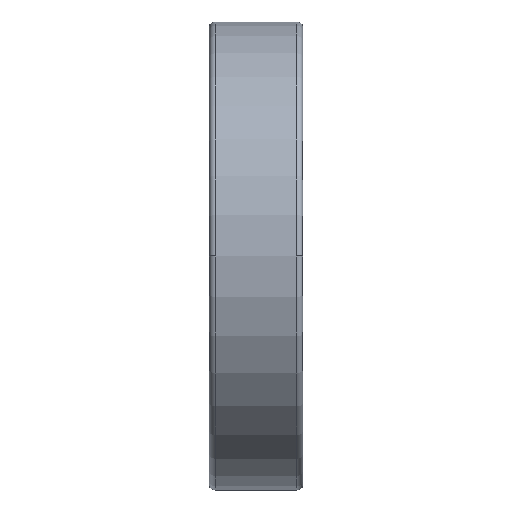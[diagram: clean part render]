
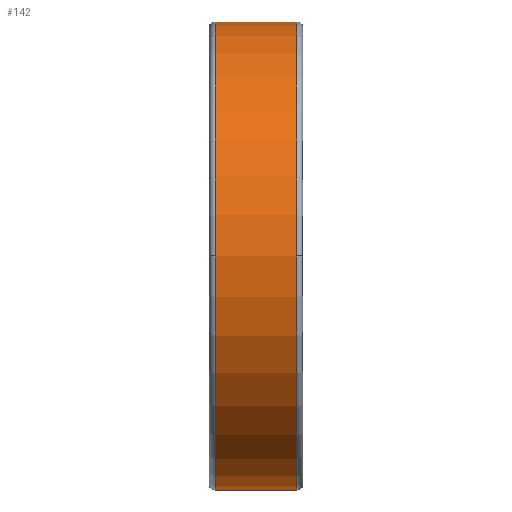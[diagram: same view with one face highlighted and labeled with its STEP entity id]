
A CAD part, front view. The second image highlights one B-rep face of the part: STEP entity #142.
In plain terms, the highlighted cylindrical face has radius 40 mm (diameter 80 mm), a partial arc.
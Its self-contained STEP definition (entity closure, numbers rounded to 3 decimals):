
#142=ADVANCED_FACE('',(#282),#283,.T.);
#282=FACE_OUTER_BOUND('',#428,.T.);
#283=CYLINDRICAL_SURFACE('',#429,40.0);
#428=EDGE_LOOP('',(#716,#717,#718,#719,#720,#721));
#429=AXIS2_PLACEMENT_3D('',#722,#723,#724);
#716=ORIENTED_EDGE('',*,*,#916,.F.);
#717=ORIENTED_EDGE('',*,*,#917,.T.);
#718=ORIENTED_EDGE('',*,*,#918,.T.);
#719=ORIENTED_EDGE('',*,*,#919,.F.);
#720=ORIENTED_EDGE('',*,*,#920,.F.);
#721=ORIENTED_EDGE('',*,*,#911,.F.);
#722=CARTESIAN_POINT('',(8.0,0.0,0.0));
#723=DIRECTION('',(1.0,0.0,-0.0));
#724=DIRECTION('',(0.0,0.,1.0));
#911=EDGE_CURVE('',#1098,#1100,#1101,.T.);
#916=EDGE_CURVE('',#1108,#1098,#1109,.T.);
#917=EDGE_CURVE('',#1108,#1110,#1111,.T.);
#918=EDGE_CURVE('',#1110,#1112,#1113,.T.);
#919=EDGE_CURVE('',#1114,#1112,#1115,.T.);
#920=EDGE_CURVE('',#1100,#1114,#1116,.T.);
#1098=VERTEX_POINT('',#1308);
#1100=VERTEX_POINT('',#1310);
#1101=CIRCLE('',#1311,40.0);
#1108=VERTEX_POINT('',#1318);
#1109=LINE('',#1319,#1320);
#1110=VERTEX_POINT('',#1321);
#1111=CIRCLE('',#1322,40.0);
#1112=VERTEX_POINT('',#1323);
#1113=CIRCLE('',#1324,40.0);
#1114=VERTEX_POINT('',#1325);
#1115=LINE('',#1326,#1327);
#1116=CIRCLE('',#1328,40.0);
#1308=CARTESIAN_POINT('',(15.0,0.,40.0));
#1310=CARTESIAN_POINT('',(15.0,-40.0,0.));
#1311=AXIS2_PLACEMENT_3D('',#1553,#1554,#1555);
#1318=CARTESIAN_POINT('',(1.0,0.,40.0));
#1319=CARTESIAN_POINT('',(8.0,0.,40.0));
#1320=VECTOR('',#1565,1.0);
#1321=CARTESIAN_POINT('',(1.0,-40.0,0.));
#1322=AXIS2_PLACEMENT_3D('',#1566,#1567,#1568);
#1323=CARTESIAN_POINT('',(1.0,0.,-40.0));
#1324=AXIS2_PLACEMENT_3D('',#1569,#1570,#1571);
#1325=CARTESIAN_POINT('',(15.0,0.,-40.0));
#1326=CARTESIAN_POINT('',(8.0,0.,-40.0));
#1327=VECTOR('',#1572,1.0);
#1328=AXIS2_PLACEMENT_3D('',#1573,#1574,#1575);
#1553=CARTESIAN_POINT('',(15.0,0.0,0.0));
#1554=DIRECTION('',(1.0,0.0,-0.0));
#1555=DIRECTION('',(0.0,0.,1.0));
#1565=DIRECTION('',(1.0,0.0,0.0));
#1566=CARTESIAN_POINT('',(1.0,0.0,0.0));
#1567=DIRECTION('',(1.0,0.0,-0.0));
#1568=DIRECTION('',(0.0,0.,1.0));
#1569=CARTESIAN_POINT('',(1.0,0.0,0.0));
#1570=DIRECTION('',(1.0,0.0,-0.0));
#1571=DIRECTION('',(0.0,0.,1.0));
#1572=DIRECTION('',(-1.0,-0.0,-0.0));
#1573=CARTESIAN_POINT('',(15.0,0.0,0.0));
#1574=DIRECTION('',(1.0,0.0,-0.0));
#1575=DIRECTION('',(0.0,0.,1.0));
